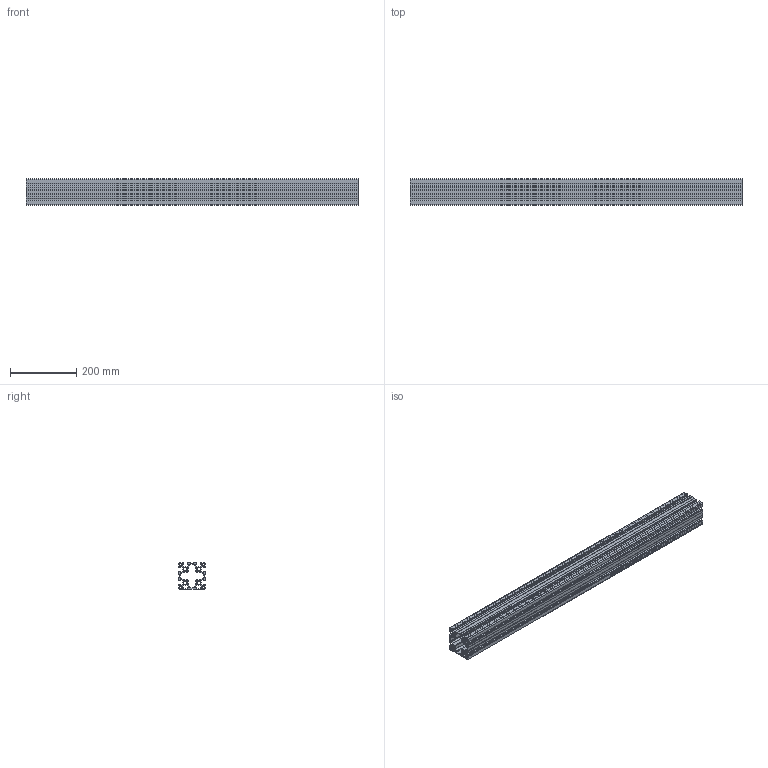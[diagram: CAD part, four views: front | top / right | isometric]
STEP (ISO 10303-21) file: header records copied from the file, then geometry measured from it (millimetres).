
FILE_DESCRIPTION (( 'STEP AP214' ), '1' );
FILE_NAME ('3_842_993_423_1000-Bosch.step', '2020-07-02T12:19:39', ( '' ), ( '' ), 'SwSTEP 2.0', 'SolidWorks 2010', '' );
FILE_SCHEMA (( 'AUTOMOTIVE_DESIGN' ));
Length unit declared in the file: millimetre
Products named in the file (1): 3_842_993_423_1000-Bosch
Bounding box: 1000 x 80 x 80 mm (x, y, z)
Volume: 1868923.2 mm3; surface area: 1220777.9 mm2
Topology: 1 solids, 1 shells, 464 faces, 1386 edges, 924 vertices
Faces by surface type: plane 280, cylinder 184
Entity records: 15716 total; most frequent: CARTESIAN_POINT 2775, ORIENTED_EDGE 2772, DIRECTION 2684, EDGE_CURVE 1386, VECTOR 1018, LINE 1018, VERTEX_POINT 924, AXIS2_PLACEMENT_3D 833
